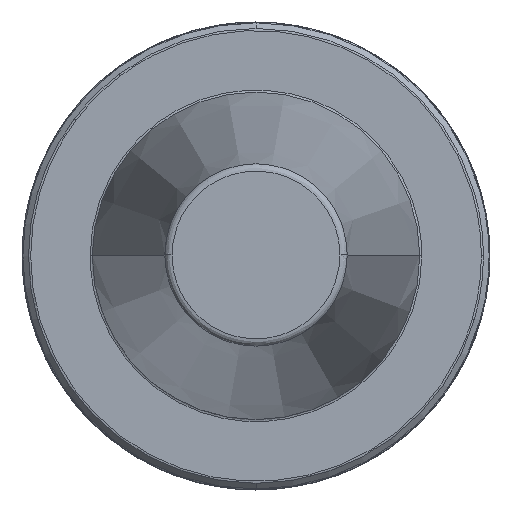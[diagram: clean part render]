
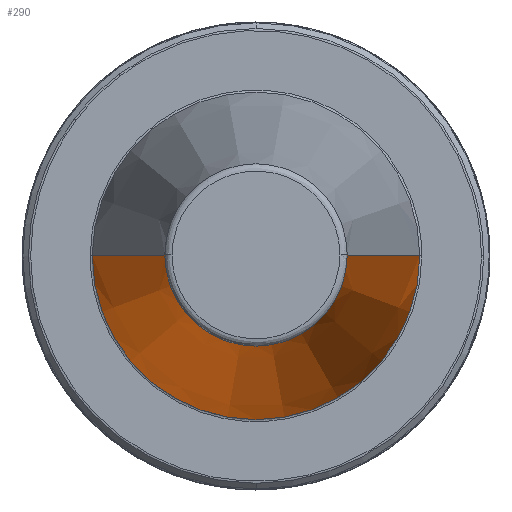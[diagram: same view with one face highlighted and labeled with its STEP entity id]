
A CAD part, top view. The second image highlights one B-rep face of the part: STEP entity #290.
In plain terms, the highlighted conical face has half-angle 8.297 degrees and reference radius 22.225 mm.
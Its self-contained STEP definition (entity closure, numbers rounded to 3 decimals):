
#290 = ADVANCED_FACE ( 'NONE', ( #350 ), #2051, .T. ) ;
#350 = FACE_OUTER_BOUND ( 'NONE', #3165, .T. ) ;
#440 = VECTOR ( 'NONE', #919, 1000. ) ;
#456 = DIRECTION ( 'NONE',  ( 0., 0., -1. ) ) ;
#568 = VERTEX_POINT ( 'NONE', #3114 ) ;
#919 = DIRECTION ( 'NONE',  ( -0.144, 0., -0.99 ) ) ;
#970 = CARTESIAN_POINT ( 'NONE',  ( -22.225, 0., 0. ) ) ;
#1283 = AXIS2_PLACEMENT_3D ( 'NONE', #2021, #2020, #2019 ) ;
#1346 = LINE ( 'NONE', #970, #440 ) ;
#1621 = CIRCLE ( 'NONE', #1283, 22.225 ) ;
#1670 = VECTOR ( 'NONE', #1847, 1000. ) ;
#1685 = EDGE_CURVE ( 'NONE', #3554, #2675, #2556, .T. ) ;
#1780 = CARTESIAN_POINT ( 'NONE',  ( 22.225, 0., 0. ) ) ;
#1802 = EDGE_CURVE ( 'NONE', #568, #2095, #1346, .T. ) ;
#1847 = DIRECTION ( 'NONE',  ( 0.144, 0., -0.99 ) ) ;
#2019 = DIRECTION ( 'NONE',  ( 1., 0., 0. ) ) ;
#2020 = DIRECTION ( 'NONE',  ( 0., 0., -1. ) ) ;
#2021 = CARTESIAN_POINT ( 'NONE',  ( 0., 0., 0. ) ) ;
#2051 = CONICAL_SURFACE ( 'NONE', #3386, 22.225, 0.145 ) ;
#2095 = VERTEX_POINT ( 'NONE', #4213 ) ;
#2392 = CIRCLE ( 'NONE', #2960, 12.375 ) ;
#2483 = CARTESIAN_POINT ( 'NONE',  ( 0., 0., 67.544 ) ) ;
#2556 = LINE ( 'NONE', #1780, #1670 ) ;
#2675 = VERTEX_POINT ( 'NONE', #3055 ) ;
#2817 = DIRECTION ( 'NONE',  ( -1., 0., 0. ) ) ;
#2953 = EDGE_CURVE ( 'NONE', #2675, #2095, #1621, .T. ) ;
#2960 = AXIS2_PLACEMENT_3D ( 'NONE', #2483, #456, #2817 ) ;
#3055 = CARTESIAN_POINT ( 'NONE',  ( 22.225, 0., 0. ) ) ;
#3084 = ORIENTED_EDGE ( 'NONE', *, *, #1685, .F. ) ;
#3114 = CARTESIAN_POINT ( 'NONE',  ( -12.375, 0., 67.544 ) ) ;
#3126 = ORIENTED_EDGE ( 'NONE', *, *, #4049, .T. ) ;
#3165 = EDGE_LOOP ( 'NONE', ( #3084, #3126, #3179, #3221 ) ) ;
#3179 = ORIENTED_EDGE ( 'NONE', *, *, #1802, .T. ) ;
#3221 = ORIENTED_EDGE ( 'NONE', *, *, #2953, .F. ) ;
#3386 = AXIS2_PLACEMENT_3D ( 'NONE', #4124, #4144, #4114 ) ;
#3554 = VERTEX_POINT ( 'NONE', #4169 ) ;
#4049 = EDGE_CURVE ( 'NONE', #3554, #568, #2392, .T. ) ;
#4114 = DIRECTION ( 'NONE',  ( -1., 0., 0. ) ) ;
#4124 = CARTESIAN_POINT ( 'NONE',  ( 0., 0., 0. ) ) ;
#4144 = DIRECTION ( 'NONE',  ( 0., 0., -1. ) ) ;
#4169 = CARTESIAN_POINT ( 'NONE',  ( 12.375, 0., 67.544 ) ) ;
#4213 = CARTESIAN_POINT ( 'NONE',  ( -22.225, 0., 0. ) ) ;
